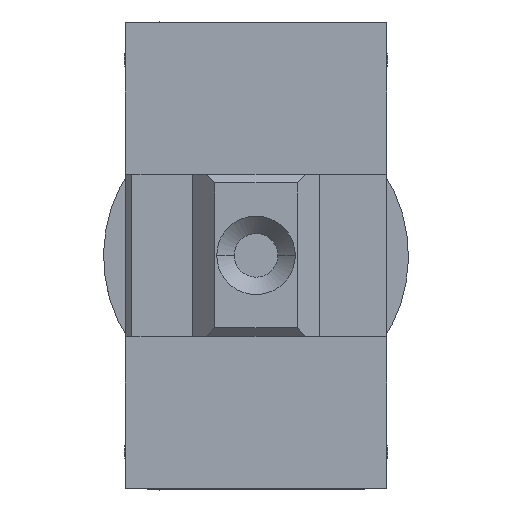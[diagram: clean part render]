
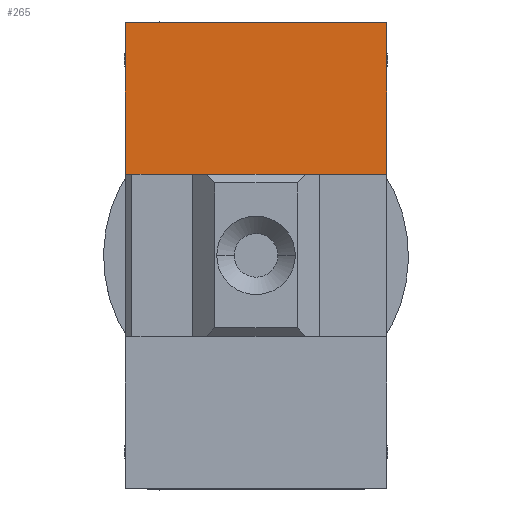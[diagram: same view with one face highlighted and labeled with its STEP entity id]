
A CAD part, top view. The second image highlights one B-rep face of the part: STEP entity #265.
In plain terms, the highlighted planar face has unit normal (0, 0, 1).
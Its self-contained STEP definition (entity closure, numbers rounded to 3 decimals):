
#265=ADVANCED_FACE('',(#604),#5488,.T.);
#604=FACE_OUTER_BOUND('',#960,.T.);
#960=EDGE_LOOP('',(#2223,#2224,#2225,#2226));
#2223=ORIENTED_EDGE('',*,*,#3413,.T.);
#2224=ORIENTED_EDGE('',*,*,#3515,.T.);
#2225=ORIENTED_EDGE('',*,*,#3342,.T.);
#2226=ORIENTED_EDGE('',*,*,#3516,.F.);
#3342=EDGE_CURVE('',#4992,#4993,#4019,.T.);
#3413=EDGE_CURVE('',#5035,#5034,#4033,.T.);
#3515=EDGE_CURVE('',#5034,#4992,#4093,.T.);
#3516=EDGE_CURVE('',#5035,#4993,#4094,.T.);
#4019=B_SPLINE_CURVE_WITH_KNOTS('',1,(#31351,#31352),.UNSPECIFIED.,.F.,
 .F.,(2,2),(0.,12.),.UNSPECIFIED.);
#4033=B_SPLINE_CURVE_WITH_KNOTS('',1,(#31597,#31598),.UNSPECIFIED.,.F.,
 .F.,(2,2),(-12.,0.),.UNSPECIFIED.);
#4093=B_SPLINE_CURVE_WITH_KNOTS('',1,(#31887,#31888,#31889,#31890,#31891,
#31892,#31893),.UNSPECIFIED.,.F.,.F.,(2,1,1,1,1,1,2),(-35.569,
-34.969,-31.805,-31.292,-29.282,
-28.794,-28.594),.UNSPECIFIED.);
#4094=B_SPLINE_CURVE_WITH_KNOTS('',1,(#31894,#31895,#31896,#31897,#31898,
#31899,#31900),.UNSPECIFIED.,.F.,.F.,(2,1,1,1,1,1,2),(-35.569,
-34.969,-31.805,-31.292,-29.282,
-28.794,-28.594),.UNSPECIFIED.);
#4992=VERTEX_POINT('',#20453);
#4993=VERTEX_POINT('',#20454);
#5034=VERTEX_POINT('',#20495);
#5035=VERTEX_POINT('',#20496);
#5488=PLANE('',#5844);
#5844=AXIS2_PLACEMENT_3D('',#17702,#6085,$);
#6085=DIRECTION('',(0.,0.,1.));
#17702=CARTESIAN_POINT('',(-46.865,-17.921,41.566));
#20453=CARTESIAN_POINT('',(-46.865,3.479,41.566));
#20454=CARTESIAN_POINT('',(-58.865,3.479,41.566));
#20495=CARTESIAN_POINT('',(-46.865,-3.496,41.566));
#20496=CARTESIAN_POINT('',(-58.865,-3.496,41.566));
#31351=CARTESIAN_POINT('',(-46.865,3.479,41.566));
#31352=CARTESIAN_POINT('',(-58.865,3.479,41.566));
#31597=CARTESIAN_POINT('',(-58.865,-3.496,41.566));
#31598=CARTESIAN_POINT('',(-46.865,-3.496,41.566));
#31887=CARTESIAN_POINT('',(-46.865,-3.496,41.566));
#31888=CARTESIAN_POINT('',(-46.865,-2.896,41.566));
#31889=CARTESIAN_POINT('',(-46.865,0.269,41.566));
#31890=CARTESIAN_POINT('',(-46.865,0.782,41.566));
#31891=CARTESIAN_POINT('',(-46.865,2.791,41.566));
#31892=CARTESIAN_POINT('',(-46.865,3.279,41.566));
#31893=CARTESIAN_POINT('',(-46.865,3.479,41.566));
#31894=CARTESIAN_POINT('',(-58.865,-3.496,41.566));
#31895=CARTESIAN_POINT('',(-58.865,-2.896,41.566));
#31896=CARTESIAN_POINT('',(-58.865,0.269,41.566));
#31897=CARTESIAN_POINT('',(-58.865,0.782,41.566));
#31898=CARTESIAN_POINT('',(-58.865,2.791,41.566));
#31899=CARTESIAN_POINT('',(-58.865,3.279,41.566));
#31900=CARTESIAN_POINT('',(-58.865,3.479,41.566));
